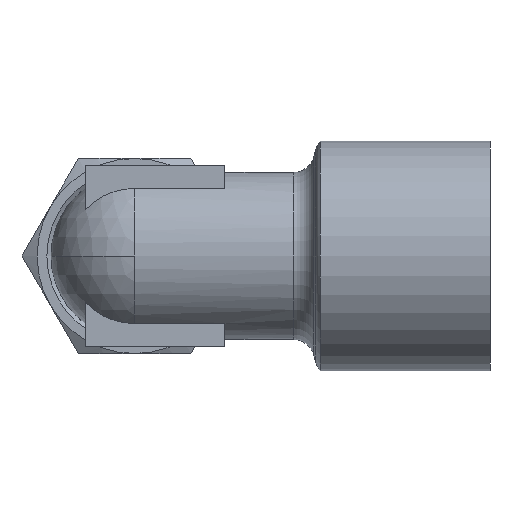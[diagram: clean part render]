
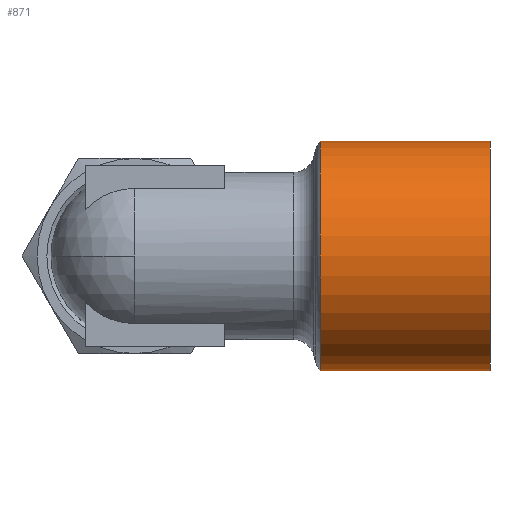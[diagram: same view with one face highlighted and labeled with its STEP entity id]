
A CAD part, left-side view. The second image highlights one B-rep face of the part: STEP entity #871.
In plain terms, the highlighted cylindrical face has radius 8.25 mm (diameter 16.5 mm), a partial arc.
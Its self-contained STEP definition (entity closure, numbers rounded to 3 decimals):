
#40 = VERTEX_POINT ( 'NONE', #1306 ) ;
#43 = VERTEX_POINT ( 'NONE', #1304 ) ;
#46 = VERTEX_POINT ( 'NONE', #1301 ) ;
#68 = VERTEX_POINT ( 'NONE', #1280 ) ;
#134 = DIRECTION ( 'NONE',  ( 0., 0., -1. ) ) ;
#135 = DIRECTION ( 'NONE',  ( 0., 1., 0. ) ) ;
#137 = CARTESIAN_POINT ( 'NONE',  ( 0., 12.667, 0. ) ) ;
#143 = CARTESIAN_POINT ( 'NONE',  ( 0., -4.5, -8.25 ) ) ;
#151 = DIRECTION ( 'NONE',  ( 0., -1., 0. ) ) ;
#153 = DIRECTION ( 'NONE',  ( 0., 0., -1. ) ) ;
#154 = DIRECTION ( 'NONE',  ( 0., -1., 0. ) ) ;
#155 = CARTESIAN_POINT ( 'NONE',  ( 0., 0.5, 0. ) ) ;
#166 = CARTESIAN_POINT ( 'NONE',  ( 0., -4.5, 8.25 ) ) ;
#168 = DIRECTION ( 'NONE',  ( 0., -1., 0. ) ) ;
#323 = EDGE_CURVE ( 'NONE', #68, #43, #933, .T. ) ;
#325 = EDGE_CURVE ( 'NONE', #46, #40, #936, .T. ) ;
#361 = EDGE_CURVE ( 'NONE', #43, #40, #985, .T. ) ;
#364 = EDGE_CURVE ( 'NONE', #46, #68, #988, .T. ) ;
#486 = AXIS2_PLACEMENT_3D ( 'NONE', #155, #154, #153 ) ;
#489 = AXIS2_PLACEMENT_3D ( 'NONE', #137, #135, #134 ) ;
#531 = AXIS2_PLACEMENT_3D ( 'NONE', #850, #851, #848 ) ;
#848 = DIRECTION ( 'NONE',  ( 0., 0., -1. ) ) ;
#850 = CARTESIAN_POINT ( 'NONE',  ( 0., -4.5, 0. ) ) ;
#851 = DIRECTION ( 'NONE',  ( 0., -1., 0. ) ) ;
#871 = ADVANCED_FACE ( 'NONE', ( #1098 ), #1100, .T. ) ;
#933 = LINE ( 'NONE', #166, #937 ) ;
#936 = LINE ( 'NONE', #143, #940 ) ;
#937 = VECTOR ( 'NONE', #168, 1000. ) ;
#940 = VECTOR ( 'NONE', #151, 1000. ) ;
#985 = CIRCLE ( 'NONE', #486, 8.25 ) ;
#988 = CIRCLE ( 'NONE', #489, 8.25 ) ;
#1098 = FACE_OUTER_BOUND ( 'NONE', #1326, .T. ) ;
#1100 = CYLINDRICAL_SURFACE ( 'NONE', #531, 8.25 ) ;
#1280 = CARTESIAN_POINT ( 'NONE',  ( 0., 12.667, 8.25 ) ) ;
#1301 = CARTESIAN_POINT ( 'NONE',  ( 0., 12.667, -8.25 ) ) ;
#1304 = CARTESIAN_POINT ( 'NONE',  ( 0., 0.5, 8.25 ) ) ;
#1306 = CARTESIAN_POINT ( 'NONE',  ( 0., 0.5, -8.25 ) ) ;
#1326 = EDGE_LOOP ( 'NONE', ( #1636, #1637, #1638, #1639 ) ) ;
#1636 = ORIENTED_EDGE ( 'NONE', *, *, #323, .F. ) ;
#1637 = ORIENTED_EDGE ( 'NONE', *, *, #364, .F. ) ;
#1638 = ORIENTED_EDGE ( 'NONE', *, *, #325, .T. ) ;
#1639 = ORIENTED_EDGE ( 'NONE', *, *, #361, .F. ) ;
